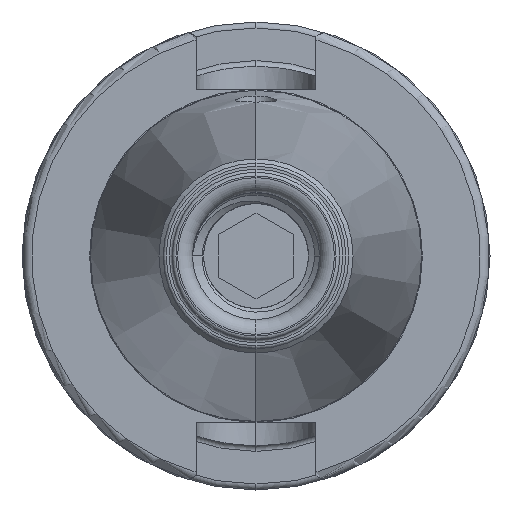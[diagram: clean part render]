
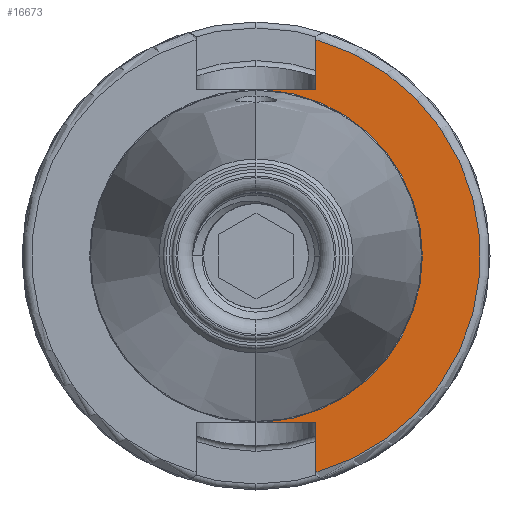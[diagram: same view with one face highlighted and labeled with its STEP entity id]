
A CAD part, left-side view. The second image highlights one B-rep face of the part: STEP entity #16673.
In plain terms, the highlighted planar face has unit normal (-1, 0, 0).
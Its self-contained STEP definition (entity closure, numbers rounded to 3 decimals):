
#405 = CARTESIAN_POINT ( 'NONE',  ( -5., -8.075, 0. ) ) ;
#420 = DIRECTION ( 'NONE',  ( 0., 0., -1. ) ) ;
#2270 = CARTESIAN_POINT ( 'NONE',  ( -5., 22.398, -22.35 ) ) ;
#2285 = DIRECTION ( 'NONE',  ( 0., 1., 0. ) ) ;
#2471 = CARTESIAN_POINT ( 'NONE',  ( -5., -8.075, 0. ) ) ;
#2476 = DIRECTION ( 'NONE',  ( 0., -1., 0. ) ) ;
#2479 = CARTESIAN_POINT ( 'NONE',  ( -5., 22.398, 22.35 ) ) ;
#2483 = DIRECTION ( 'NONE',  ( 0., 0., 1. ) ) ;
#2495 = DIRECTION ( 'NONE',  ( 0., 0., 1. ) ) ;
#2498 = CARTESIAN_POINT ( 'NONE',  ( -5., 0., 0. ) ) ;
#2504 = DIRECTION ( 'NONE',  ( -1., 0., 0. ) ) ;
#7268 = EDGE_CURVE ( 'NONE', #15553, #15482, #15782, .T. ) ;
#15317 = VERTEX_POINT ( 'NONE', #25633 ) ;
#15373 = VERTEX_POINT ( 'NONE', #25675 ) ;
#15482 = VERTEX_POINT ( 'NONE', #25690 ) ;
#15497 = VERTEX_POINT ( 'NONE', #25706 ) ;
#15499 = VERTEX_POINT ( 'NONE', #25708 ) ;
#15553 = VERTEX_POINT ( 'NONE', #25724 ) ;
#15782 = CIRCLE ( 'NONE', #32639, 22.398 ) ;
#16673 = ADVANCED_FACE ( 'NONE', ( #19778 ), #32354, .F. ) ;
#16873 = CARTESIAN_POINT ( 'NONE',  ( -5., 0., 0. ) ) ;
#16878 = DIRECTION ( 'NONE',  ( -1., 0., 0. ) ) ;
#16898 = DIRECTION ( 'NONE',  ( 0., 0., 1. ) ) ;
#19778 = FACE_OUTER_BOUND ( 'NONE', #27537, .T. ) ;
#22859 = ORIENTED_EDGE ( 'NONE', *, *, #7268, .F. ) ;
#22887 = ORIENTED_EDGE ( 'NONE', *, *, #32603, .T. ) ;
#22890 = ORIENTED_EDGE ( 'NONE', *, *, #32611, .F. ) ;
#22901 = ORIENTED_EDGE ( 'NONE', *, *, #32584, .F. ) ;
#22906 = ORIENTED_EDGE ( 'NONE', *, *, #32534, .T. ) ;
#22912 = ORIENTED_EDGE ( 'NONE', *, *, #32607, .F. ) ;
#25633 = CARTESIAN_POINT ( 'NONE',  ( -5., -8.075, -22.35 ) ) ;
#25675 = CARTESIAN_POINT ( 'NONE',  ( -5., -8.075, 22.35 ) ) ;
#25690 = CARTESIAN_POINT ( 'NONE',  ( -5., -1.464, 22.35 ) ) ;
#25706 = CARTESIAN_POINT ( 'NONE',  ( -5., -8.075, 29.1 ) ) ;
#25708 = CARTESIAN_POINT ( 'NONE',  ( -5., -8.075, -29.1 ) ) ;
#25724 = CARTESIAN_POINT ( 'NONE',  ( -5., -1.464, -22.35 ) ) ;
#27537 = EDGE_LOOP ( 'NONE', ( #22901, #22906, #22887, #22912, #22890, #22859 ) ) ;
#30429 = VECTOR ( 'NONE', #2285, 1000. ) ;
#30439 = VECTOR ( 'NONE', #420, 1000. ) ;
#30485 = LINE ( 'NONE', #405, #30439 ) ;
#30488 = LINE ( 'NONE', #2270, #30429 ) ;
#30493 = VECTOR ( 'NONE', #2476, 1000. ) ;
#30497 = LINE ( 'NONE', #2471, #30531 ) ;
#30516 = LINE ( 'NONE', #2479, #30493 ) ;
#30530 = CIRCLE ( 'NONE', #34068, 30.2 ) ;
#30531 = VECTOR ( 'NONE', #2483, 1000. ) ;
#32354 = PLANE ( 'NONE',  #33898 ) ;
#32374 = DIRECTION ( 'NONE',  ( 0., 0., -1. ) ) ;
#32382 = DIRECTION ( 'NONE',  ( 1., 0., 0. ) ) ;
#32384 = CARTESIAN_POINT ( 'NONE',  ( -5., 22.398, 0. ) ) ;
#32534 = EDGE_CURVE ( 'NONE', #15317, #15499, #30485, .T. ) ;
#32584 = EDGE_CURVE ( 'NONE', #15317, #15553, #30488, .T. ) ;
#32603 = EDGE_CURVE ( 'NONE', #15499, #15497, #30530, .T. ) ;
#32607 = EDGE_CURVE ( 'NONE', #15373, #15497, #30497, .T. ) ;
#32611 = EDGE_CURVE ( 'NONE', #15482, #15373, #30516, .T. ) ;
#32639 = AXIS2_PLACEMENT_3D ( 'NONE', #16873, #16878, #16898 ) ;
#33898 = AXIS2_PLACEMENT_3D ( 'NONE', #32384, #32382, #32374 ) ;
#34068 = AXIS2_PLACEMENT_3D ( 'NONE', #2498, #2504, #2495 ) ;
